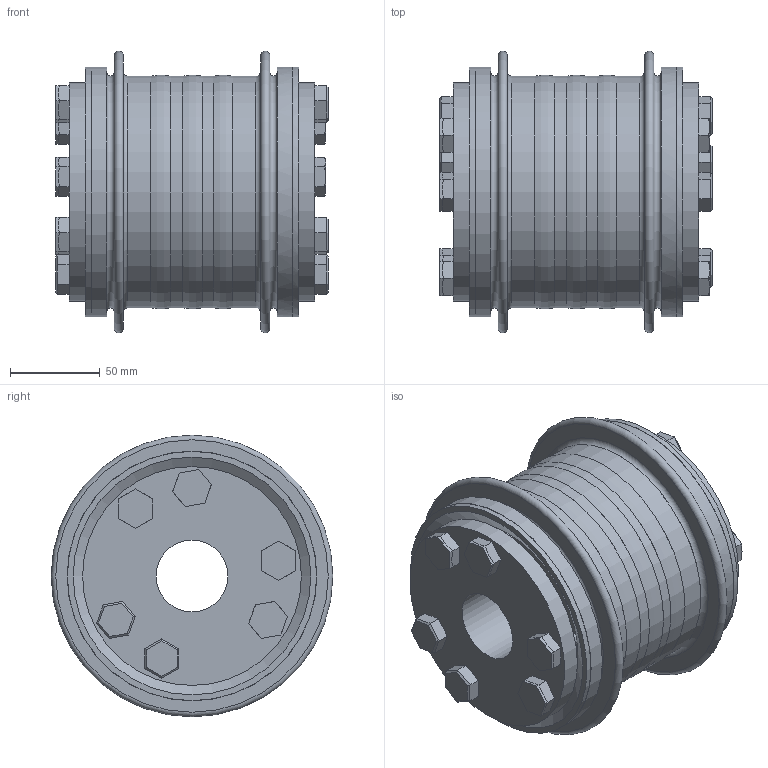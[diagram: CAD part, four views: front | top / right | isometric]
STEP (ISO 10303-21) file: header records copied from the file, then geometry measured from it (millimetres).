
FILE_DESCRIPTION(/* description */ ('Unknown','CAx-IF Rec.Pracs.---Representation and Presentation of Product Manufacturing Information (PMI)---4.0---2014-10-13','CAx-IF Rec.Pracs.---3D Tessellated Geometry---0.4---2014-09-14','2;1'),/* implementation_level */ '2;1');
FILE_NAME(/* name */ 'KSS 850',/* time_stamp */ '2023-07-27T14:53:01+02:00',/* author */ ('Unknown'),/* organization */ ('Unknown'),/* preprocessor_version */ 'ST-DEVELOPER v18.102',/* originating_system */ 'Solid Edge',/* authorisation */ 'Unknown');
FILE_SCHEMA (('AP242_MANAGED_MODEL_BASED_3D_ENGINEERING_MIM_LF { 1 0 10303 442 1 1 4 }'));
Length unit declared in the file: millimetre
Products named in the file (1): KSS  850
Bounding box: 152 x 157 x 157 mm (x, y, z)
Volume: 1068562.6 mm3; surface area: 282691.9 mm2
Topology: 1 solids, 1 shells, 308 faces, 744 edges, 488 vertices
Faces by surface type: plane 208, cylinder 62, torus 20, cone 18
Full cylindrical faces by diameter (mm): 10.2 x18, 12 x12, 12.5 x12, 40 x2, 79.35 x2, 122 x2, 123 x2, 127.8 x4, 129 x4, 139 x2, 139.2 x2
Entity records: 10988 total; most frequent: CARTESIAN_POINT 2324, DIRECTION 1316, ORIENTED_EDGE 1188, EDGE_CURVE 594, AXIS2_PLACEMENT_3D 508, EDGE_LOOP 472, FACE_BOUND 472, VERTEX_POINT 426
